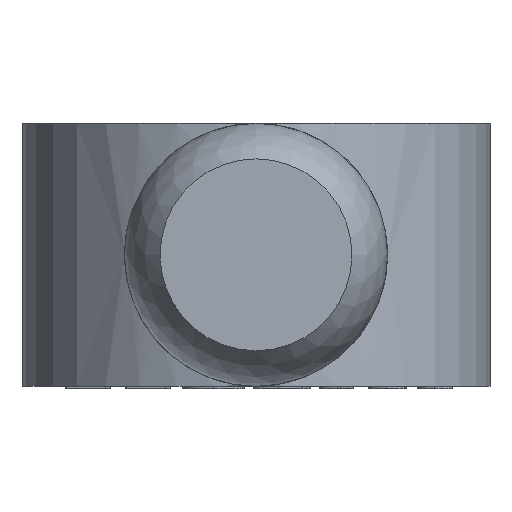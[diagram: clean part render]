
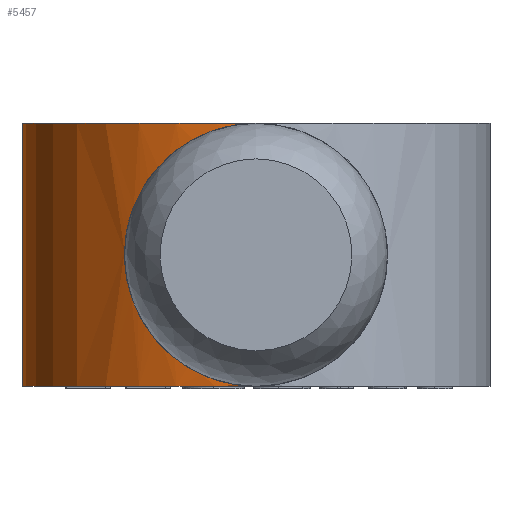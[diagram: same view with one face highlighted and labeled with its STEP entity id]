
A CAD part, front view. The second image highlights one B-rep face of the part: STEP entity #5457.
In plain terms, the highlighted cylindrical face has radius 12.7 mm (diameter 25.4 mm), a partial arc.
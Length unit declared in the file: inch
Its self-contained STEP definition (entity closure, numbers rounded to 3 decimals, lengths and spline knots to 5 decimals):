
#75=CYLINDRICAL_SURFACE('',#5694,0.5);
#488=LINE('',#15281,#902);
#902=VECTOR('',#6585,39.37008);
#1166=B_SPLINE_CURVE_WITH_KNOTS('',3,(#15263,#15264,#15265,#15266,#15267,
#15268,#15269,#15270,#15271,#15272,#15273,#15274,#15275,#15276,#15277,#15278,
#15279,#15280),.UNSPECIFIED.,.F.,.F.,(4,2,2,2,2,2,2,2,4),(-3.31321,
-3.03776,-2.76231,-2.48556,-2.20881,
-1.93205,-1.6553,-1.37985,-1.1044),
 .UNSPECIFIED.);
#1505=FACE_OUTER_BOUND('',#1808,.T.);
#1808=EDGE_LOOP('',(#4436,#4437,#4438,#4439));
#1941=CIRCLE('',#5691,0.5);
#1943=CIRCLE('',#5695,0.5);
#2513=VERTEX_POINT('',#15243);
#2515=VERTEX_POINT('',#15246);
#2520=VERTEX_POINT('',#15260);
#2521=VERTEX_POINT('',#15261);
#3262=EDGE_CURVE('',#2513,#2515,#1941,.T.);
#3269=EDGE_CURVE('',#2520,#2521,#1943,.T.);
#3270=EDGE_CURVE('',#2521,#2515,#1166,.T.);
#3271=EDGE_CURVE('',#2513,#2520,#488,.T.);
#4436=ORIENTED_EDGE('',*,*,#3269,.T.);
#4437=ORIENTED_EDGE('',*,*,#3270,.T.);
#4438=ORIENTED_EDGE('',*,*,#3262,.F.);
#4439=ORIENTED_EDGE('',*,*,#3271,.T.);
#5457=ADVANCED_FACE('',(#1505),#75,.T.);
#5691=AXIS2_PLACEMENT_3D('',#15247,#6570,#6571);
#5694=AXIS2_PLACEMENT_3D('',#15259,#6581,#6582);
#5695=AXIS2_PLACEMENT_3D('',#15262,#6583,#6584);
#6570=DIRECTION('center_axis',(0.,0.,1.));
#6571=DIRECTION('ref_axis',(1.,0.,0.));
#6581=DIRECTION('center_axis',(0.,0.,-1.));
#6582=DIRECTION('ref_axis',(-1.,0.,0.));
#6583=DIRECTION('center_axis',(0.,0.,1.));
#6584=DIRECTION('ref_axis',(1.,0.,0.));
#6585=DIRECTION('',(0.,0.,-1.));
#15243=CARTESIAN_POINT('',(-0.5,0.,0.281));
#15246=CARTESIAN_POINT('',(0.,-0.5,0.281));
#15247=CARTESIAN_POINT('Origin',(0.,0.,0.281));
#15259=CARTESIAN_POINT('Origin',(0.,0.,0.281));
#15260=CARTESIAN_POINT('',(-0.5,0.,-0.281));
#15261=CARTESIAN_POINT('',(0.,-0.5,-0.281));
#15262=CARTESIAN_POINT('Origin',(0.,0.,-0.281));
#15263=CARTESIAN_POINT('Ctrl Pts',(0.,-0.5,-0.281));
#15264=CARTESIAN_POINT('Ctrl Pts',(-0.03615,-0.5,-0.281));
#15265=CARTESIAN_POINT('Ctrl Pts',(-0.07417,-0.49573,
-0.27361));
#15266=CARTESIAN_POINT('Ctrl Pts',(-0.1432,-0.48036,
-0.24466));
#15267=CARTESIAN_POINT('Ctrl Pts',(-0.17426,-0.46941,
-0.22314));
#15268=CARTESIAN_POINT('Ctrl Pts',(-0.22325,-0.44819,
-0.17414));
#15269=CARTESIAN_POINT('Ctrl Pts',(-0.24469,-0.43636,
-0.14312));
#15270=CARTESIAN_POINT('Ctrl Pts',(-0.27357,-0.41886,
-0.07426));
#15271=CARTESIAN_POINT('Ctrl Pts',(-0.281,-0.41357,-0.03632));
#15272=CARTESIAN_POINT('Ctrl Pts',(-0.281,-0.41357,0.03632));
#15273=CARTESIAN_POINT('Ctrl Pts',(-0.27357,-0.41886,
0.07426));
#15274=CARTESIAN_POINT('Ctrl Pts',(-0.24469,-0.43636,
0.14312));
#15275=CARTESIAN_POINT('Ctrl Pts',(-0.22325,-0.44819,
0.17414));
#15276=CARTESIAN_POINT('Ctrl Pts',(-0.17426,-0.46941,
0.22314));
#15277=CARTESIAN_POINT('Ctrl Pts',(-0.1432,-0.48036,
0.24466));
#15278=CARTESIAN_POINT('Ctrl Pts',(-0.07417,-0.49573,
0.27361));
#15279=CARTESIAN_POINT('Ctrl Pts',(-0.03615,-0.5,0.281));
#15280=CARTESIAN_POINT('Ctrl Pts',(0.,-0.5,0.281));
#15281=CARTESIAN_POINT('',(-0.5,0.,0.281));
